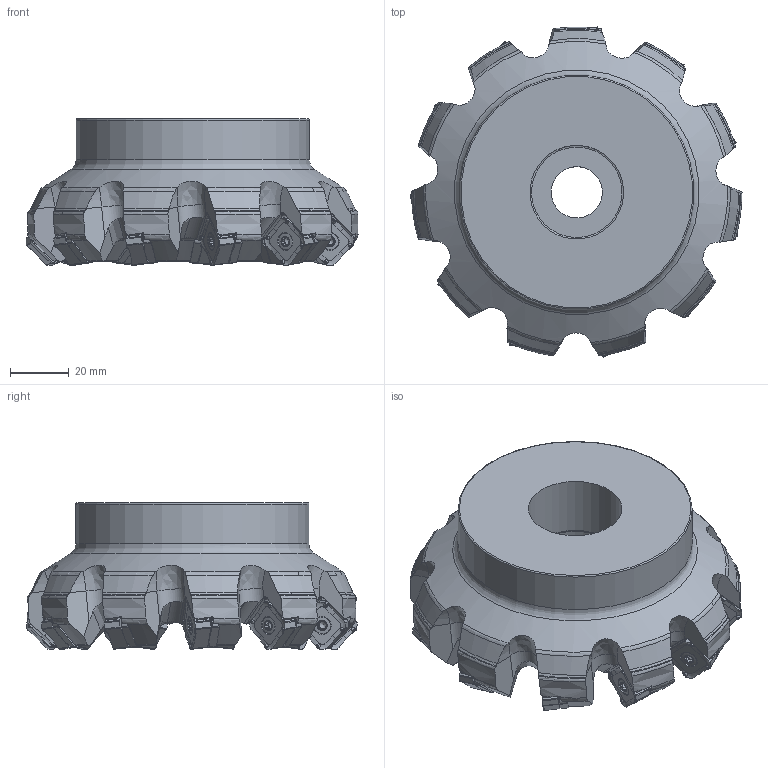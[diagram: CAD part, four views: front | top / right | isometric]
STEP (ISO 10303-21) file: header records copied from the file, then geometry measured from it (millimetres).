
FILE_DESCRIPTION(/* description */ (''),/* implementation_level */ '2;1');
FILE_NAME(/* name */ 'toolassembly_1.stp',/* time_stamp */ '2019-01-25T11:38:16+01:00',/* author */ (''),/* organization */ ('SMS'),/* preprocessor_version */ 'ST-DEVELOPER v15',/* originating_system */ 'SIEMENS PLM Software NX 8.5',/* authorisation */ '');
FILE_SCHEMA (('AUTOMOTIVE_DESIGN { 1 0 10303 214 3 1 1 1 }'));
Products named in the file (4): ASSEMBLY_CONSTRUCTION; CUT_20190125113708; NOCUT_20190125113617; TOOLASSEMBLY_1
Assembly tree (13 placements, depth 2):
  TOOLASSEMBLY_1
    NOCUT_20190125113617
    CUT_20190125113708  x11
    ASSEMBLY_CONSTRUCTION
Bounding box: 113.47 x 112.84 x 50 mm (x, y, z)
Volume: 257046.8 mm3; surface area: 44791.6 mm2
Topology: 12 solids, 12 shells, 5672 faces, 14180 edges, 8581 vertices
Faces by surface type: bspline 1705, cylinder 1556, plane 1170, torus 469, cone 464, extrusion 220, sphere 88
Full cylindrical faces by diameter (mm): 3.5 x11, 4 x11, 4.8 x11, 5.7 x11, 17.5 x1, 27 x1, 32.012 x1, 32.5 x1, 80 x1
Entity records: 178621 total; most frequent: CARTESIAN_POINT 73683, ORIENTED_EDGE 23340, DIRECTION 20720, EDGE_CURVE 11670, AXIS2_PLACEMENT_3D 8624, VERTEX_POINT 7047, EDGE_LOOP 4930, ADVANCED_FACE 4782
